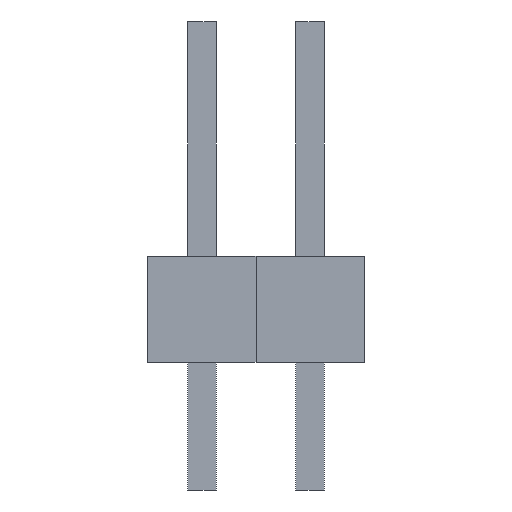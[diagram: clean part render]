
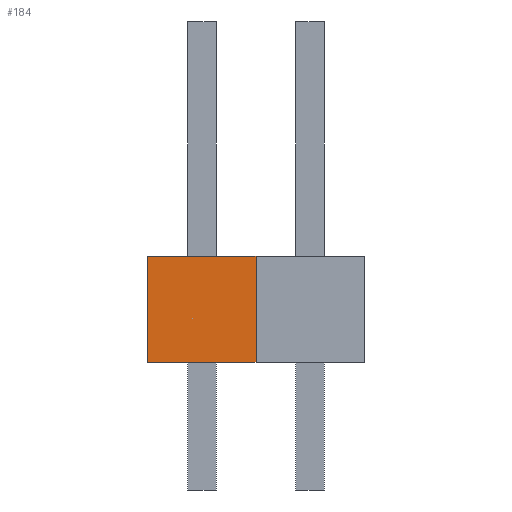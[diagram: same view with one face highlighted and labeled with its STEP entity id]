
A CAD part, front view. The second image highlights one B-rep face of the part: STEP entity #184.
In plain terms, the highlighted planar face has unit normal (0, -1, 0).
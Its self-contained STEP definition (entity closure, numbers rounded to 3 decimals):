
#13=DIRECTION('',(0.,0.,1.));
#14=DIRECTION('',(1.,0.,0.));
#135=EDGE_CURVE('',#136,#138,#140,.T.);
#136=VERTEX_POINT('',#137);
#137=CARTESIAN_POINT('',(-1.27,-1.271,0.));
#138=VERTEX_POINT('',#139);
#139=CARTESIAN_POINT('',(-1.27,-1.271,2.5));
#140=LINE('',#137,#141);
#141=VECTOR('',#13,1.);
#148=DIRECTION('',(0.,1.,0.));
#162=ORIENTED_EDGE('',*,*,#163,.F.);
#163=EDGE_CURVE('',#164,#166,#168,.T.);
#164=VERTEX_POINT('',#165);
#165=CARTESIAN_POINT('',(1.27,-1.271,0.));
#166=VERTEX_POINT('',#167);
#167=CARTESIAN_POINT('',(1.27,-1.271,2.5));
#168=LINE('',#165,#141);
#184=ADVANCED_FACE('',(#185),#195,.F.);
#185=FACE_BOUND('',#186,.F.);
#186=EDGE_LOOP('',(#187,#191,#192,#162));
#187=ORIENTED_EDGE('',*,*,#188,.F.);
#188=EDGE_CURVE('',#136,#164,#189,.T.);
#189=LINE('',#137,#190);
#190=VECTOR('',#14,1.);
#191=ORIENTED_EDGE('',*,*,#135,.T.);
#192=ORIENTED_EDGE('',*,*,#193,.T.);
#193=EDGE_CURVE('',#138,#166,#194,.T.);
#194=LINE('',#139,#190);
#195=PLANE('',#196);
#196=AXIS2_PLACEMENT_3D('',#137,#148,#13);
